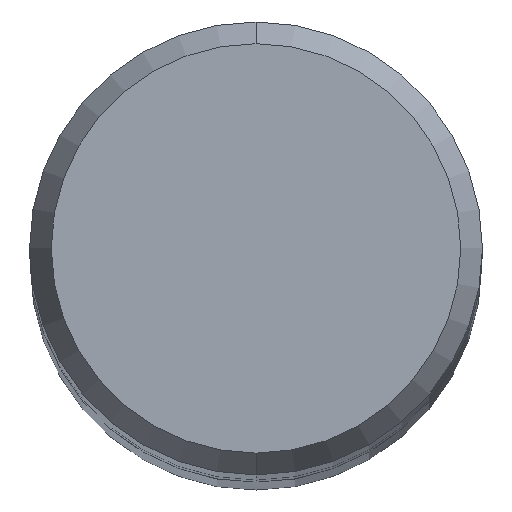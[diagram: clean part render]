
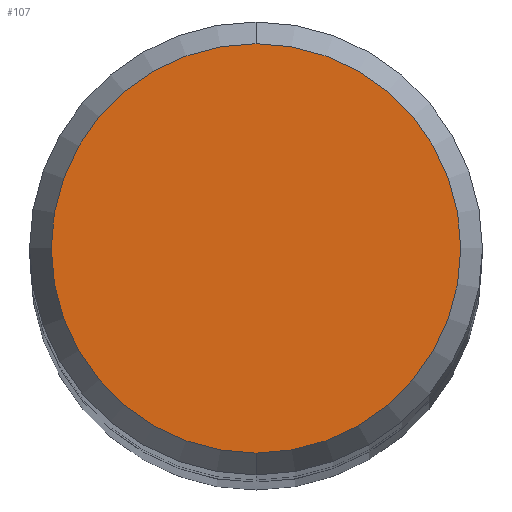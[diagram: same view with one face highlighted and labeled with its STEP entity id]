
A CAD part, top view. The second image highlights one B-rep face of the part: STEP entity #107.
In plain terms, the highlighted planar face has unit normal (0, 0, 1).
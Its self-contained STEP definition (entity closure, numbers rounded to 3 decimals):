
#107=ADVANCED_FACE('',(#260),#261,.T.);
#153=VERTEX_POINT('',#312);
#175=EDGE_CURVE('',#221,#153,#336,.T.);
#201=EDGE_CURVE('',#153,#221,#365,.T.);
#221=VERTEX_POINT('',#388);
#260=FACE_OUTER_BOUND('',#422,.T.);
#261=PLANE('',#423);
#312=CARTESIAN_POINT('',(0.0,2.158,0.));
#336=CIRCLE('',#519,2.158);
#365=CIRCLE('',#559,2.158);
#388=CARTESIAN_POINT('',(0.,-2.158,0.));
#422=EDGE_LOOP('',(#619,#620));
#423=AXIS2_PLACEMENT_3D('',#621,#622,#623);
#519=AXIS2_PLACEMENT_3D('',#715,#716,#717);
#559=AXIS2_PLACEMENT_3D('',#752,#753,#754);
#619=ORIENTED_EDGE('',*,*,#201,.F.);
#620=ORIENTED_EDGE('',*,*,#175,.F.);
#621=CARTESIAN_POINT('',(0.0,1.079,0.));
#622=DIRECTION('',(-0.0,0.0,1.0));
#623=DIRECTION('',(0.0,-1.0,0.0));
#715=CARTESIAN_POINT('',(0.0,0.0,0.));
#716=DIRECTION('',(0.0,0.0,-1.0));
#717=DIRECTION('',(0.0,1.0,0.0));
#752=CARTESIAN_POINT('',(0.0,0.0,0.));
#753=DIRECTION('',(0.0,0.0,-1.0));
#754=DIRECTION('',(0.0,1.0,0.0));
